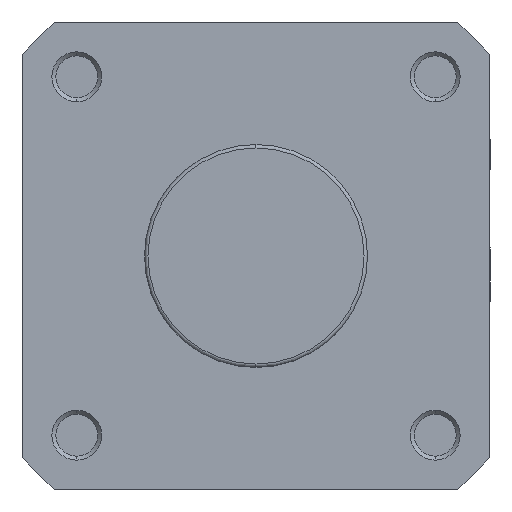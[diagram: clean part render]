
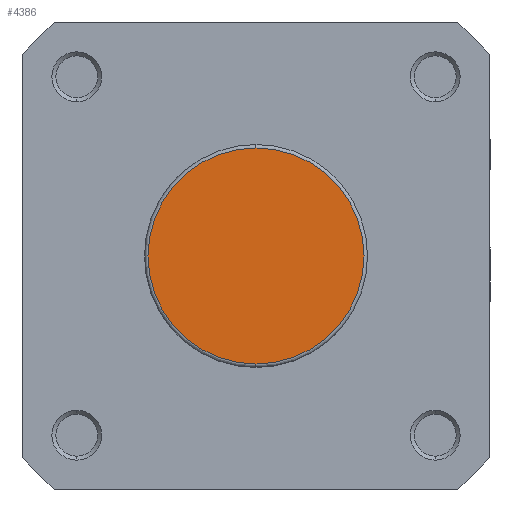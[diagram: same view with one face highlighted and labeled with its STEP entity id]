
A CAD part, left-side view. The second image highlights one B-rep face of the part: STEP entity #4386.
In plain terms, the highlighted planar face has unit normal (-1, 0, 0).
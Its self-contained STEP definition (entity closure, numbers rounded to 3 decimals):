
#142 = VERTEX_POINT ( 'NONE', #3889 ) ;
#200 = VERTEX_POINT ( 'NONE', #4174 ) ;
#2149 = EDGE_CURVE ( 'NONE', #142, #200, #3246, .T. ) ;
#2207 = EDGE_CURVE ( 'NONE', #200, #142, #3341, .T. ) ;
#2478 = EDGE_LOOP ( 'NONE', ( #2717, #2716 ) ) ;
#2716 = ORIENTED_EDGE ( 'NONE', *, *, #2149, .T. ) ;
#2717 = ORIENTED_EDGE ( 'NONE', *, *, #2207, .T. ) ;
#3246 = CIRCLE ( 'NONE', #4620, 21.7 ) ;
#3341 = CIRCLE ( 'NONE', #4642, 21.7 ) ;
#3812 = FACE_OUTER_BOUND ( 'NONE', #2478, .T. ) ;
#3889 = CARTESIAN_POINT ( 'NONE',  ( 0., 0., 21.7 ) ) ;
#4174 = CARTESIAN_POINT ( 'NONE',  ( 0., 0., -21.7 ) ) ;
#4386 = ADVANCED_FACE ( 'NONE', ( #3812 ), #6060, .F. ) ;
#4620 = AXIS2_PLACEMENT_3D ( 'NONE', #5109, #5110, #5111 ) ;
#4642 = AXIS2_PLACEMENT_3D ( 'NONE', #5239, #5246, #5247 ) ;
#4796 = AXIS2_PLACEMENT_3D ( 'NONE', #6059, #6061, #6062 ) ;
#5109 = CARTESIAN_POINT ( 'NONE',  ( 0., 0., 0. ) ) ;
#5110 = DIRECTION ( 'NONE',  ( -1., 0., 0. ) ) ;
#5111 = DIRECTION ( 'NONE',  ( 0., 0., -1. ) ) ;
#5239 = CARTESIAN_POINT ( 'NONE',  ( 0., 0., 0. ) ) ;
#5246 = DIRECTION ( 'NONE',  ( -1., 0., 0. ) ) ;
#5247 = DIRECTION ( 'NONE',  ( 0., 0., -1. ) ) ;
#6059 = CARTESIAN_POINT ( 'NONE',  ( 0., 22.4, 0. ) ) ;
#6060 = PLANE ( 'NONE',  #4796 ) ;
#6061 = DIRECTION ( 'NONE',  ( 1., 0., 0. ) ) ;
#6062 = DIRECTION ( 'NONE',  ( 0., 0., -1. ) ) ;
